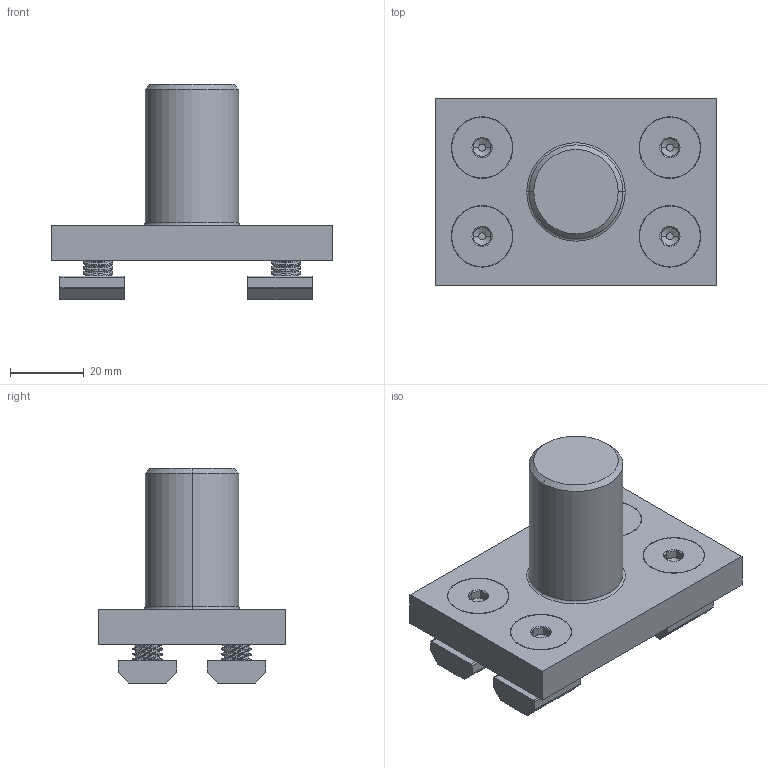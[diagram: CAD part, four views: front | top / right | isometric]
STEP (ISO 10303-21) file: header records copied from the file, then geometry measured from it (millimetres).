
FILE_DESCRIPTION (( 'STEP AP214' ), '1' );
FILE_NAME ('ISTA-30.STEP', '2008-02-19T21:55:15', ( ' ' ), ( '' ), 'SwSTEP 2.0', 'SolidWorks 2007', '' );
FILE_SCHEMA (( 'AUTOMOTIVE_DESIGN' ));
Length unit declared in the file: inch
Products named in the file (4): 25914_91253A581; 25915; 26331; ISTA-30
Assembly tree (9 placements, depth 2):
  ISTA-30
    25915  x4
    25914_91253A581  x4
    26331
Bounding box: 76.2 x 50.8 x 58.17 mm (x, y, z)
Volume: 62349.9 mm3; surface area: 21398 mm2
Topology: 9 solids, 9 shells, 573 faces, 1246 edges, 696 vertices
Faces by surface type: cone 238, cylinder 210, plane 115, torus 10
Entity records: 5873 total; most frequent: CARTESIAN_POINT 2148, DIRECTION 781, ORIENTED_EDGE 722, EDGE_CURVE 361, AXIS2_PLACEMENT_3D 310, VERTEX_POINT 204, EDGE_LOOP 177, FACE_OUTER_BOUND 165
